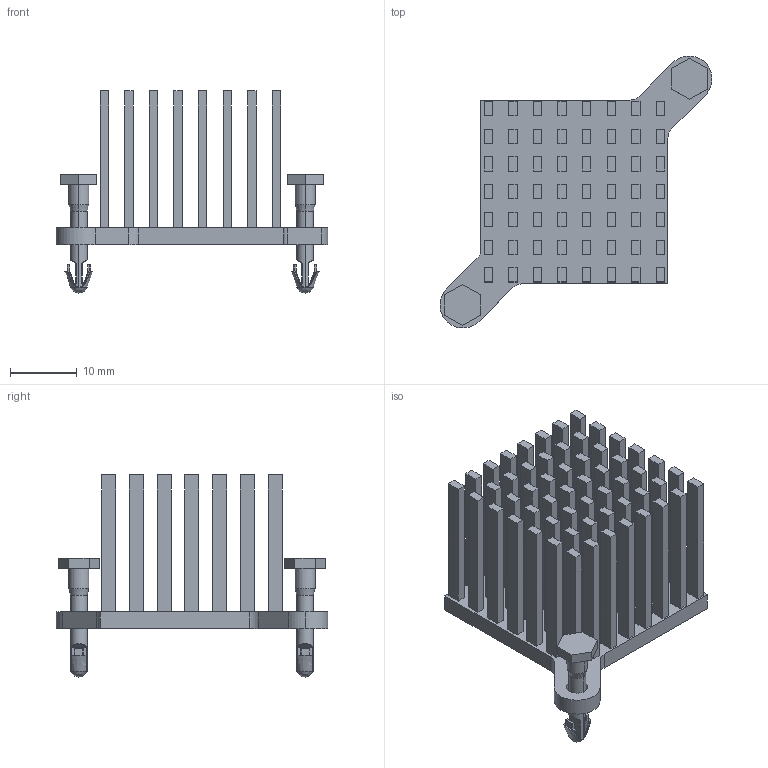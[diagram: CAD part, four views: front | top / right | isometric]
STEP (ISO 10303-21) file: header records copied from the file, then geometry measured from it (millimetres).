
FILE_DESCRIPTION(('FreeCAD Model'),'2;1');
FILE_NAME('WV_27-23-D-AB-0.step','2020-08-03T11:53:07',('kicad StepUp'),('ksu MCAD'), 'Open CASCADE STEP processor 7.4','FreeCAD','Unknown');
FILE_SCHEMA(('AUTOMOTIVE_DESIGN { 1 0 10303 214 1 1 1 1 }'));
Length unit declared in the file: millimetre
Products named in the file (1): WV_27-23-D-AB-0
Bounding box: 40.7 x 40.69 x 30.25 mm (x, y, z)
Volume: 5470 mm3; surface area: 10307.1 mm2
Topology: 3 solids, 3 shells, 455 faces, 1125 edges, 734 vertices
Faces by surface type: plane 350, cylinder 51, bspline 46, cone 8
Entity records: 18115 total; most frequent: CARTESIAN_POINT 4531, ORIENTED_EDGE 2250, DIRECTION 1891, EDGE_CURVE 1125, LINE 887, VECTOR 887, VERTEX_POINT 734, FACE_BOUND 517
